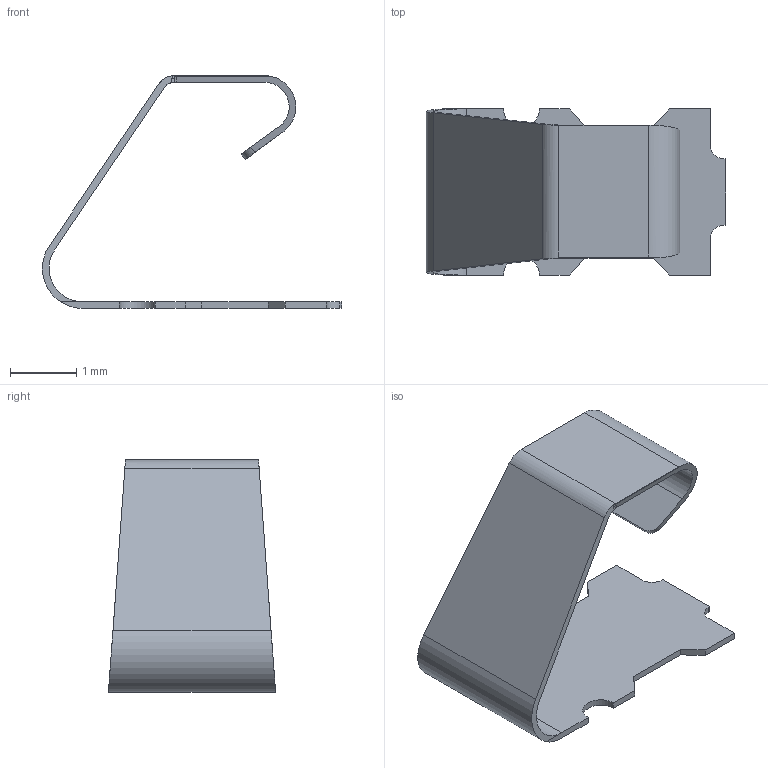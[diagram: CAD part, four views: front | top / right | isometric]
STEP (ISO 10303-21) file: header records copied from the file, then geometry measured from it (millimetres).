
FILE_DESCRIPTION(/* description */ ('Unknown'),/* implementation_level */ '2;1');
FILE_NAME(/* name */ 'H_Wurth_WE-SCFA_78631452535',/* time_stamp */ '2026-01-06T11:03:11+08:00',/* author */ ('Unknown'),/* organization */ ('Unknown'),/* preprocessor_version */ 'ST-DEVELOPER v19.4',/* originating_system */ 'Solid Edge',/* authorisation */ 'Unknown');
FILE_SCHEMA (('AUTOMOTIVE_DESIGN {1 0 10303 214 3 1 1}'));
Length unit declared in the file: millimetre
Products named in the file (2): H_Wurth_WE-SCFA_78631452535
Assembly tree (1 placements, depth 2):
  H_Wurth_WE-SCFA_78631452535
    H_Wurth_WE-SCFA_78631452535
Bounding box: 4.5 x 2.5 x 3.5 mm (x, y, z)
Volume: 2.4 mm3; surface area: 51.1 mm2
Topology: 1 solids, 1 shells, 50 faces, 140 edges, 92 vertices
Faces by surface type: plane 30, cylinder 17, bspline 2, torus 1
Entity records: 1719 total; most frequent: CARTESIAN_POINT 410, ORIENTED_EDGE 280, DIRECTION 245, EDGE_CURVE 140, VERTEX_POINT 92, LINE 91, VECTOR 91, AXIS2_PLACEMENT_3D 77
